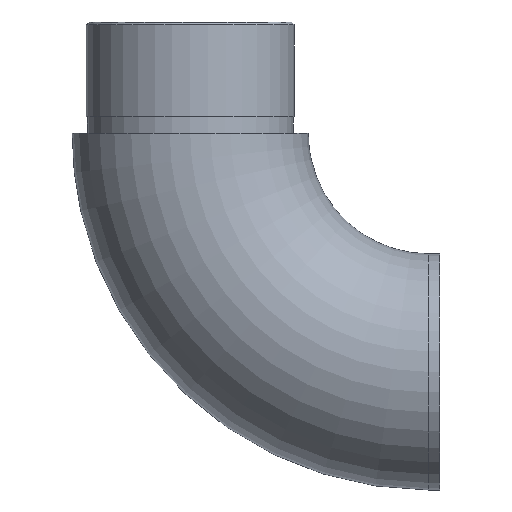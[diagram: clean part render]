
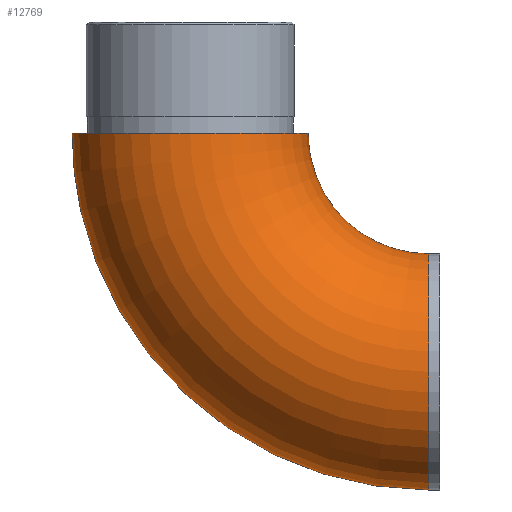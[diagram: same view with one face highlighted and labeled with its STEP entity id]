
A CAD part, left-side view. The second image highlights one B-rep face of the part: STEP entity #12769.
In plain terms, the highlighted toroidal (fillet/blend) face has major radius 42.8 mm and minor radius 21.2 mm.
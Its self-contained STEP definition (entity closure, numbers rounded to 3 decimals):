
#3086 = AXIS2_PLACEMENT_3D ( 'NONE', #12351, #9182, #7014 ) ;
#3114 = EDGE_LOOP ( 'NONE', ( #7376 ) ) ;
#4308 = ORIENTED_EDGE ( 'NONE', *, *, #6426, .F. ) ;
#4661 = DIRECTION ( 'NONE',  ( 0., 1., 0. ) ) ;
#4696 = AXIS2_PLACEMENT_3D ( 'NONE', #10625, #10481, #10678 ) ;
#5547 = CIRCLE ( 'NONE', #3086, 21.2 ) ;
#6426 = EDGE_CURVE ( 'NONE', #11447, #11447, #5547, .T. ) ;
#6789 = EDGE_CURVE ( 'NONE', #10423, #10423, #12215, .T. ) ;
#6985 = CARTESIAN_POINT ( 'NONE',  ( 0., 23.6, 42.8 ) ) ;
#7014 = DIRECTION ( 'NONE',  ( 0., -1., 0. ) ) ;
#7376 = ORIENTED_EDGE ( 'NONE', *, *, #6789, .T. ) ;
#7640 = EDGE_LOOP ( 'NONE', ( #4308 ) ) ;
#7832 = CARTESIAN_POINT ( 'NONE',  ( 0., 2., 0. ) ) ;
#8404 = CARTESIAN_POINT ( 'NONE',  ( 0., 2., 21.2 ) ) ;
#9182 = DIRECTION ( 'NONE',  ( 0., 0., 1. ) ) ;
#9364 = AXIS2_PLACEMENT_3D ( 'NONE', #7832, #4661, #13182 ) ;
#10069 = FACE_OUTER_BOUND ( 'NONE', #3114, .T. ) ;
#10420 = TOROIDAL_SURFACE ( 'NONE', #4696, 42.8, 21.2 ) ;
#10423 = VERTEX_POINT ( 'NONE', #8404 ) ;
#10481 = DIRECTION ( 'NONE',  ( 1., 0., 0. ) ) ;
#10625 = CARTESIAN_POINT ( 'NONE',  ( 0., 2., 42.8 ) ) ;
#10678 = DIRECTION ( 'NONE',  ( 0., 0., -1. ) ) ;
#11447 = VERTEX_POINT ( 'NONE', #6985 ) ;
#11788 = FACE_OUTER_BOUND ( 'NONE', #7640, .T. ) ;
#12215 = CIRCLE ( 'NONE', #9364, 21.2 ) ;
#12351 = CARTESIAN_POINT ( 'NONE',  ( 0., 44.8, 42.8 ) ) ;
#12769 = ADVANCED_FACE ( 'NONE', ( #10069, #11788 ), #10420, .T. ) ;
#13182 = DIRECTION ( 'NONE',  ( 0., 0., 1. ) ) ;
